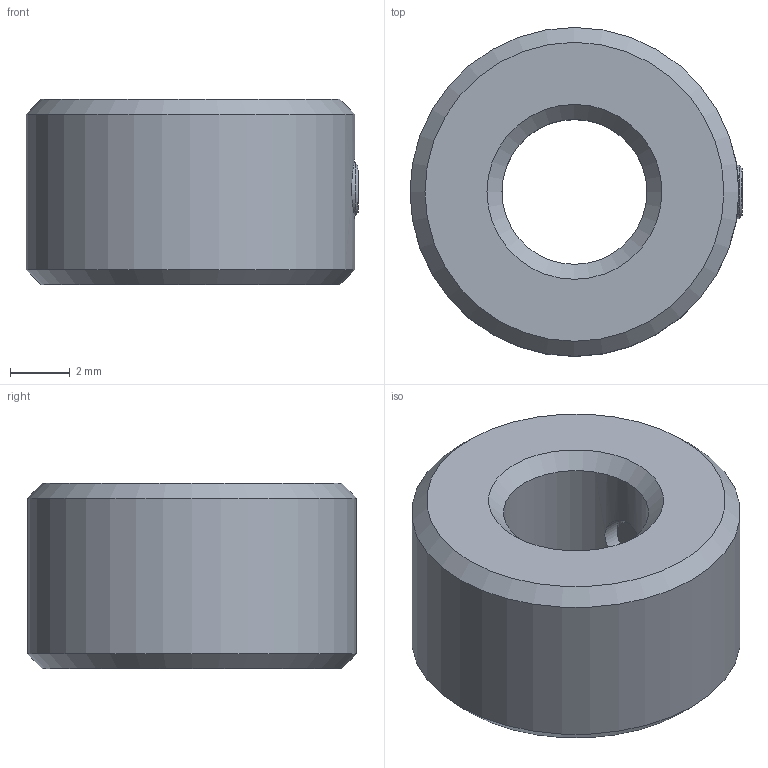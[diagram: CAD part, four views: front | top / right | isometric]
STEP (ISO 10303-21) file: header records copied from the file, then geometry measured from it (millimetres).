
FILE_DESCRIPTION(/* description */ (''),/* implementation_level */ '2;1');
FILE_NAME(/* name */ 'Tetrix_739092.iam.stp',/* time_stamp */ '2014-12-18T17:49:26-08:00',/* author */ ('Autodesk Inc.'),/* organization */ (''),/* preprocessor_version */ 'ST-DEVELOPER v15.6',/* originating_system */ 'Autodesk Inventor 2015',/* authorisation */ '');
FILE_SCHEMA (('AUTOMOTIVE_DESIGN { 1 0 10303 214 3 1 1 }'));
Length unit declared in the file: millimetre
Products named in the file (3): Tetrix_739092_Collar; Tetrix_739092_Screw; Tetrix_739092
Assembly tree (2 placements, depth 2):
  Tetrix_739092
    Tetrix_739092_Collar
    Tetrix_739092_Screw
Bounding box: 11.1 x 11 x 6.2 mm (x, y, z)
Volume: 461.4 mm3; surface area: 466 mm2
Topology: 2 solids, 2 shells, 23 faces, 54 edges, 35 vertices
Faces by surface type: plane 11, cone 6, cylinder 4, bspline 2
Full cylindrical faces by diameter (mm): 1.78 x2, 4.85 x1, 11 x1
Entity records: 1024 total; most frequent: CARTESIAN_POINT 463, DIRECTION 96, ORIENTED_EDGE 74, EDGE_LOOP 38, AXIS2_PLACEMENT_3D 38, EDGE_CURVE 37, VERTEX_POINT 29, STYLED_ITEM 25
